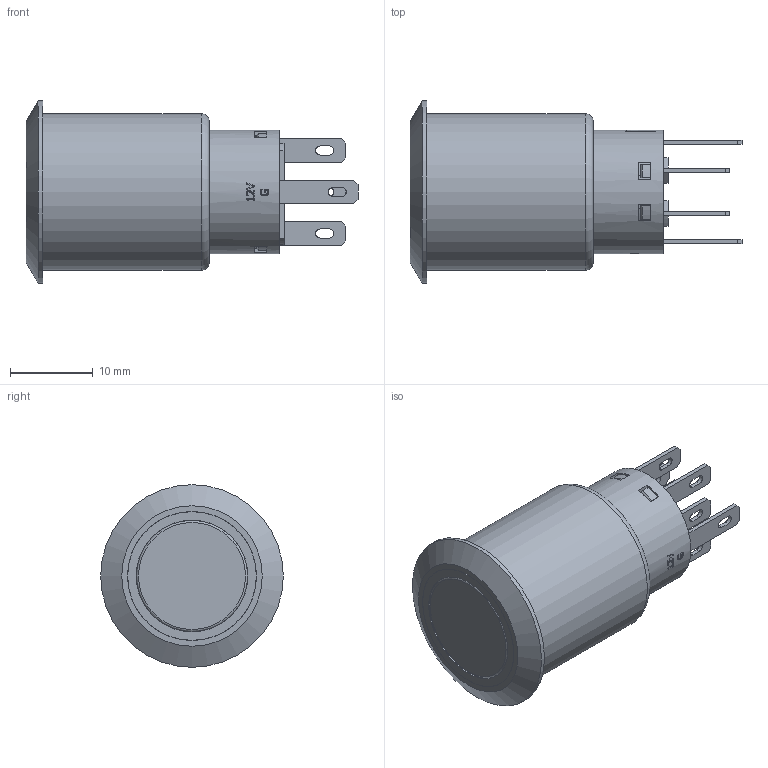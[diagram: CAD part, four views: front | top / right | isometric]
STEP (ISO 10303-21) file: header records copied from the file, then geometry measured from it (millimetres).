
FILE_DESCRIPTION((' '),'2;1');
FILE_NAME('PV4F2G0xx-3xx.stp','2017-07-25T14:54:07',(' '),(' '),' ','ACIS',' ');
FILE_SCHEMA(('CONFIG_CONTROL_DESIGN'));
Length unit declared in the file: inch
Products named in the file (4): PV4F2G0xx-3xx.stp; Body1; Body2; Body3
Assembly tree (3 placements, depth 2):
  PV4F2G0xx-3xx.stp
    Body1
    Body2
    Body3
Bounding box: 40 x 22 x 22 mm (x, y, z)
Volume: 5563.6 mm3; surface area: 5968.8 mm2
Topology: 3 solids, 3 shells, 267 faces, 691 edges, 460 vertices
Faces by surface type: plane 174, cylinder 54, bspline 30, cone 6, torus 3
Full cylindrical faces by diameter (mm): 5.2 x1, 7 x1, 7.3 x1, 8.1 x1, 9 x1, 9.2 x1, 12.6 x1, 13.4 x1, 13.45 x1, 14.9 x1, 15.5 x1, 15.55 x1, 16 x1, 16.517 x1, 18.9 x1, 22 x1
Entity records: 16844 total; most frequent: CARTESIAN_POINT 9877, ORIENTED_EDGE 1334, DIRECTION 1264, EDGE_CURVE 667, VERTEX_POINT 457, VECTOR 438, LINE 438, AXIS2_PLACEMENT_3D 413
